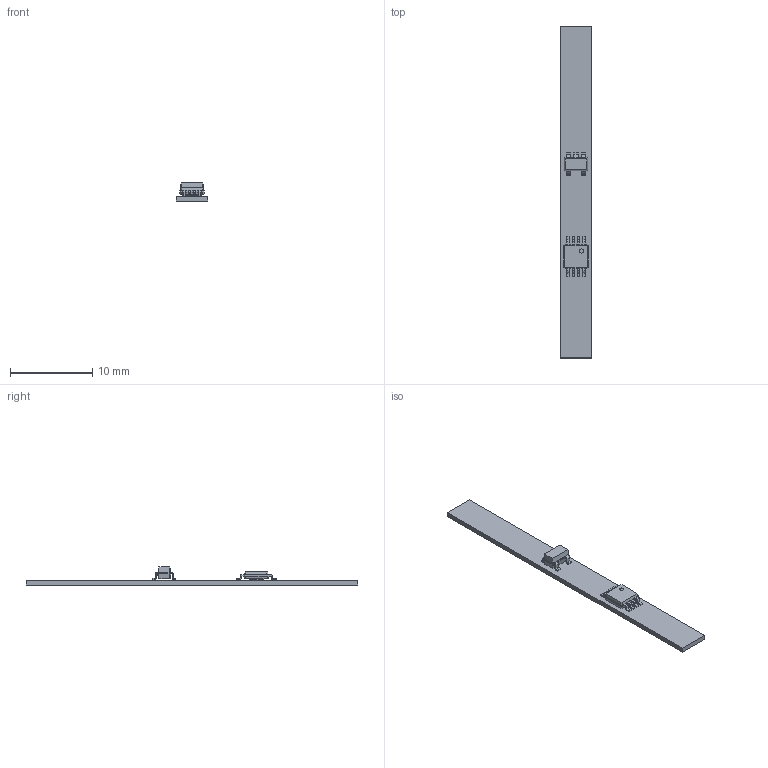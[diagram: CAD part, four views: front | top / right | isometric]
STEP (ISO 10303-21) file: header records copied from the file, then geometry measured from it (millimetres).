
FILE_DESCRIPTION(('KiCad electronic assembly'),'2;1');
FILE_NAME('UVP_Short_Protection.step','2023-12-26T07:06:54',('Pcbnew'),( 'Kicad'),'Open CASCADE STEP processor 7.6','KiCad to STEP converter' ,'Unknown');
FILE_SCHEMA(('AUTOMOTIVE_DESIGN { 1 0 10303 214 1 1 1 1 }'));
Length unit declared in the file: millimetre
Products named in the file (6): UVP_Short_Protection 1; MSOP-8-1EP_3x3mm_P0.65mm_EP1.68x1.88mm; SOLID; SOT-23-5; UVP_Short_Protection PCB
Assembly tree (5 placements, depth 3):
  UVP_Short_Protection 1
    MSOP-8-1EP_3x3mm_P0.65mm_EP1.68x1.88mm
      SOLID
    SOT-23-5
      SOLID
    UVP_Short_Protection PCB
Bounding box: 3.81 x 40.26 x 2.2 mm (x, y, z)
Volume: 106 mm3; surface area: 425.1 mm2
Topology: 3 solids, 3 shells, 280 faces, 716 edges, 444 vertices
Faces by surface type: bspline 270, plane 6, cylinder 4
Full cylindrical faces by diameter (mm): 0.2 x4
Entity records: 18043 total; most frequent: CARTESIAN_POINT 6670, B_SPLINE_CURVE_WITH_KNOTS 1864, ORIENTED_EDGE 1432, PCURVE 1432, DEFINITIONAL_REPRESENTATION 1432, EDGE_CURVE 716, SURFACE_CURVE 711, VERTEX_POINT 444
